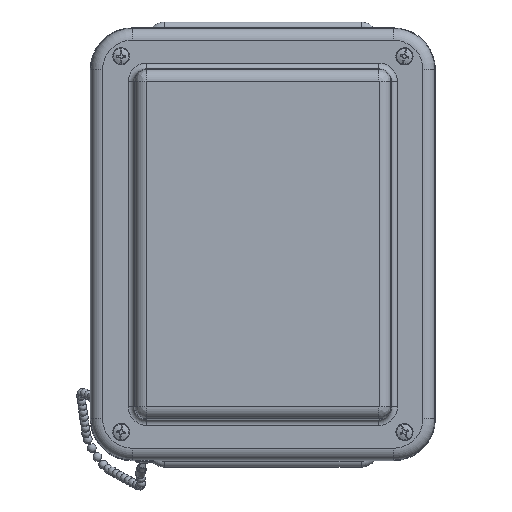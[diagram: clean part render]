
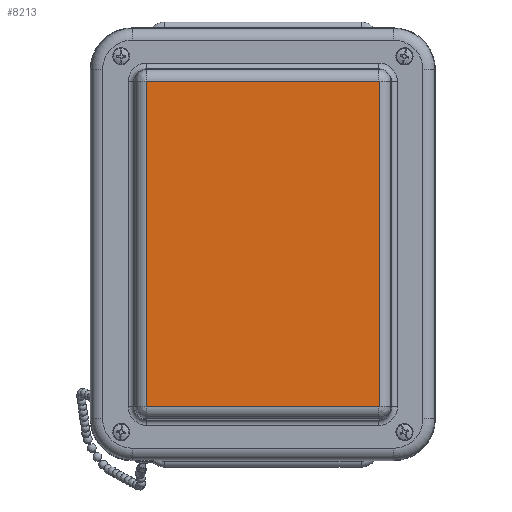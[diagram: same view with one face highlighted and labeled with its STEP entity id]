
A CAD part, top view. The second image highlights one B-rep face of the part: STEP entity #8213.
In plain terms, the highlighted planar face has unit normal (0, 0, 1).
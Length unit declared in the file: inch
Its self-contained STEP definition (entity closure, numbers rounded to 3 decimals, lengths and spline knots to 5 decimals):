
#671=LINE($,#15257,#1067);
#674=LINE($,#15264,#1070);
#675=LINE($,#15297,#1071);
#678=LINE($,#15304,#1074);
#1067=VECTOR($,#11168,7.03574);
#1070=VECTOR($,#11175,5.0187);
#1071=VECTOR($,#11192,5.0187);
#1074=VECTOR($,#11199,7.03574);
#1305=PLANE($,#9174);
#2127=FACE_OUTER_BOUND($,#2758,.T.);
#2758=EDGE_LOOP($,(#6826,#6827,#6828,#6829,#6830,#6831,#6832,#6833));
#3480=CIRCLE($,#9149,0.00433);
#3486=CIRCLE($,#9157,0.00433);
#3490=CIRCLE($,#9161,0.00433);
#3494=CIRCLE($,#9167,0.00433);
#4124=VERTEX_POINT($,#15246);
#4125=VERTEX_POINT($,#15248);
#4128=VERTEX_POINT($,#15255);
#4129=VERTEX_POINT($,#15260);
#4132=VERTEX_POINT($,#15275);
#4133=VERTEX_POINT($,#15288);
#4136=VERTEX_POINT($,#15295);
#4137=VERTEX_POINT($,#15300);
#5092=EDGE_CURVE($,#4124,#4125,#3480,.T.);
#5096=EDGE_CURVE($,#4128,#4124,#671,.T.);
#5100=EDGE_CURVE($,#4125,#4129,#674,.T.);
#5102=EDGE_CURVE($,#4132,#4128,#3486,.T.);
#5106=EDGE_CURVE($,#4129,#4133,#3490,.T.);
#5108=EDGE_CURVE($,#4136,#4132,#675,.T.);
#5112=EDGE_CURVE($,#4133,#4137,#678,.T.);
#5114=EDGE_CURVE($,#4137,#4136,#3494,.T.);
#6826=ORIENTED_EDGE($,*,*,#5092,.F.);
#6827=ORIENTED_EDGE($,*,*,#5096,.F.);
#6828=ORIENTED_EDGE($,*,*,#5102,.F.);
#6829=ORIENTED_EDGE($,*,*,#5108,.F.);
#6830=ORIENTED_EDGE($,*,*,#5114,.F.);
#6831=ORIENTED_EDGE($,*,*,#5112,.F.);
#6832=ORIENTED_EDGE($,*,*,#5106,.F.);
#6833=ORIENTED_EDGE($,*,*,#5100,.F.);
#8213=ADVANCED_FACE($,(#2127),#1305,.T.);
#9149=AXIS2_PLACEMENT_3D($,#15249,#11158,#11159);
#9157=AXIS2_PLACEMENT_3D($,#15277,#11178,#11179);
#9161=AXIS2_PLACEMENT_3D($,#15292,#11186,#11187);
#9167=AXIS2_PLACEMENT_3D($,#15315,#11202,#11203);
#9174=AXIS2_PLACEMENT_3D($,#15334,#11223,#11224);
#11158=DIRECTION('center_axis',(0.,0.,-1.));
#11159=DIRECTION('ref_axis',(0.707,-0.707,0.));
#11168=DIRECTION($,(0.,-1.,0.));
#11175=DIRECTION($,(-1.,0.,0.));
#11178=DIRECTION('center_axis',(0.,0.,-1.));
#11179=DIRECTION('ref_axis',(0.707,0.707,0.));
#11186=DIRECTION('center_axis',(0.,0.,-1.));
#11187=DIRECTION('ref_axis',(-0.707,-0.707,0.));
#11192=DIRECTION($,(1.,0.,0.));
#11199=DIRECTION($,(0.,1.,0.));
#11202=DIRECTION('center_axis',(0.,0.,-1.));
#11203=DIRECTION('ref_axis',(-0.707,0.707,0.));
#11223=DIRECTION('center_axis',(0.,0.,1.));
#11224=DIRECTION('ref_axis',(1.,0.,0.));
#15246=CARTESIAN_POINT('',(2.51368,-3.51787,2.26));
#15248=CARTESIAN_POINT('',(2.50935,-3.5222,2.26));
#15249=CARTESIAN_POINT('Origin',(2.50935,-3.51787,2.26));
#15255=CARTESIAN_POINT('',(2.51368,3.51787,2.26));
#15257=CARTESIAN_POINT($,(2.51368,3.51787,2.26));
#15260=CARTESIAN_POINT('',(-2.50935,-3.5222,2.26));
#15264=CARTESIAN_POINT($,(2.50935,-3.5222,2.26));
#15275=CARTESIAN_POINT('',(2.50935,3.5222,2.26));
#15277=CARTESIAN_POINT('Origin',(2.50935,3.51787,2.26));
#15288=CARTESIAN_POINT('',(-2.51368,-3.51787,2.26));
#15292=CARTESIAN_POINT('Origin',(-2.50935,-3.51787,2.26));
#15295=CARTESIAN_POINT('',(-2.50935,3.5222,2.26));
#15297=CARTESIAN_POINT($,(-2.50935,3.5222,2.26));
#15300=CARTESIAN_POINT('',(-2.51368,3.51787,2.26));
#15304=CARTESIAN_POINT($,(-2.51368,-3.51787,2.26));
#15315=CARTESIAN_POINT('Origin',(-2.50935,3.51787,2.26));
#15334=CARTESIAN_POINT('Origin',(0.,0.,2.26));
